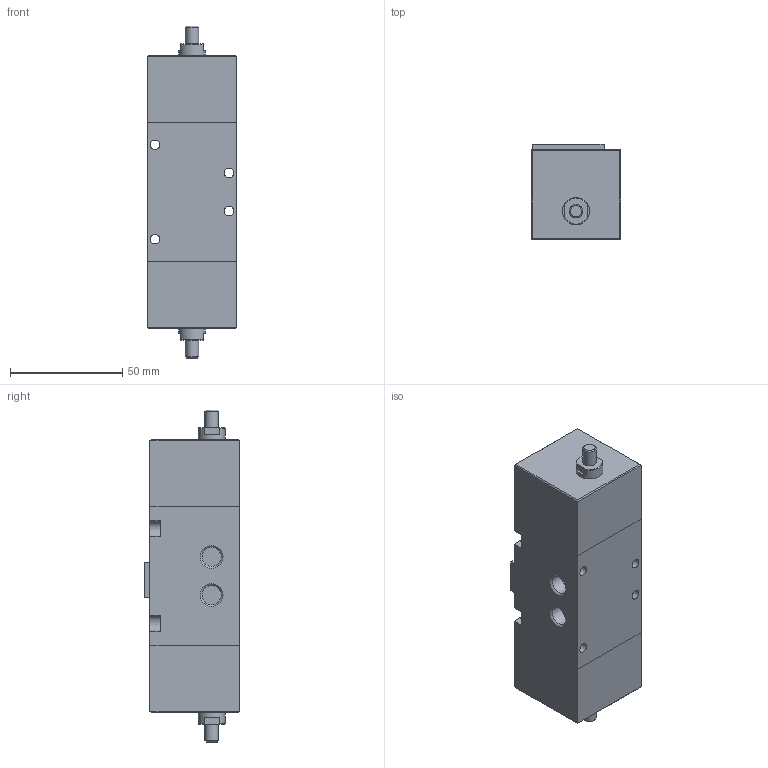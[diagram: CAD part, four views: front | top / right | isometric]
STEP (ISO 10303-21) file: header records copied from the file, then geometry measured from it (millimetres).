
FILE_DESCRIPTION(/* description */ ('FLIP-FLOP COMANDO PNEUMATICO'),/* implementation_level */ '2;1');
FILE_NAME(/* name */ '900_52_1_3.stp',/* time_stamp */ '2017-05-15T12:25:53+02:00',/* author */ ('Maniean1'),/* organization */ ('Pneumax S.p.A.'),/* preprocessor_version */ 'ST-DEVELOPER v15.2',/* originating_system */ 'Autodesk Inventor 2014',/* authorisation */ '');
FILE_SCHEMA (('AUTOMOTIVE_DESIGN { 1 0 10303 214 3 1 1 }'));
Length unit declared in the file: millimetre
Products named in the file (1): 900_52_1_3
Bounding box: 40 x 42.5 x 148 mm (x, y, z)
Volume: 192163.3 mm3; surface area: 26780.9 mm2
Topology: 1 solids, 1 shells, 87 faces, 198 edges, 124 vertices
Faces by surface type: plane 57, cylinder 18, cone 12
Full cylindrical faces by diameter (mm): 4.2 x4, 6 x2, 8.566 x6, 12 x2
Entity records: 2421 total; most frequent: CARTESIAN_POINT 400, DIRECTION 396, ORIENTED_EDGE 348, EDGE_CURVE 174, AXIS2_PLACEMENT_3D 142, EDGE_LOOP 128, VERTEX_POINT 122, LINE 112
